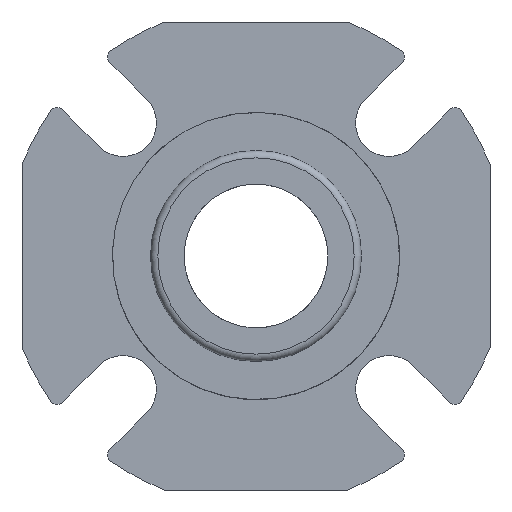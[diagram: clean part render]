
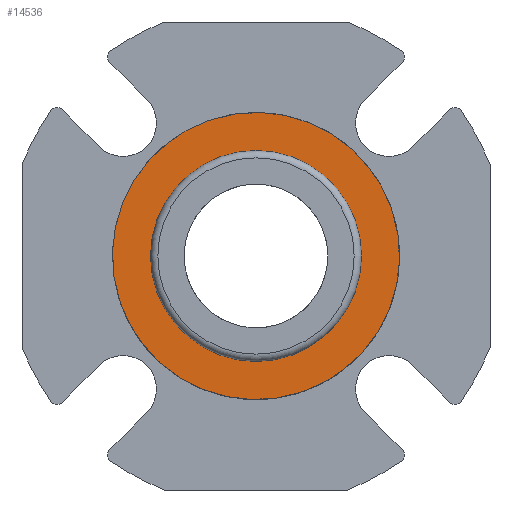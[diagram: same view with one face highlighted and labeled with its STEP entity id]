
A CAD part, left-side view. The second image highlights one B-rep face of the part: STEP entity #14536.
In plain terms, the highlighted planar face has unit normal (-1, 0, 0).
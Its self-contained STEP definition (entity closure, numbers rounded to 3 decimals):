
#1687=CIRCLE('',#16056,30.);
#1688=CIRCLE('',#16058,22.035);
#5985=ORIENTED_EDGE('',*,*,#8129,.T.);
#5986=ORIENTED_EDGE('',*,*,#8128,.T.);
#8128=EDGE_CURVE('',#9474,#9474,#1687,.T.);
#8129=EDGE_CURVE('',#9475,#9475,#1688,.T.);
#9474=VERTEX_POINT('',#28679);
#9475=VERTEX_POINT('',#28682);
#12441=EDGE_LOOP('',(#5985));
#12442=EDGE_LOOP('',(#5986));
#13395=FACE_BOUND('',#12441,.T.);
#13396=FACE_BOUND('',#12442,.T.);
#13679=PLANE('',#16057);
#14536=ADVANCED_FACE('',(#13395,#13396),#13679,.F.);
#16056=AXIS2_PLACEMENT_3D('',#28678,#20080,#20081);
#16057=AXIS2_PLACEMENT_3D('',#28680,#20082,#20083);
#16058=AXIS2_PLACEMENT_3D('',#28681,#20084,#20085);
#20080=DIRECTION('',(-1.,0.,0.));
#20081=DIRECTION('',(0.,0.85,0.527));
#20082=DIRECTION('',(1.,0.,0.));
#20083=DIRECTION('',(0.,-0.85,-0.527));
#20084=DIRECTION('',(1.,0.,0.));
#20085=DIRECTION('',(0.,1.,0.));
#28678=CARTESIAN_POINT('',(-0.006,0.,0.));
#28679=CARTESIAN_POINT('',(-0.006,25.504,15.797));
#28680=CARTESIAN_POINT('',(-0.006,25.504,15.797));
#28681=CARTESIAN_POINT('',(-0.006,0.,0.));
#28682=CARTESIAN_POINT('',(-0.006,22.035,0.));
